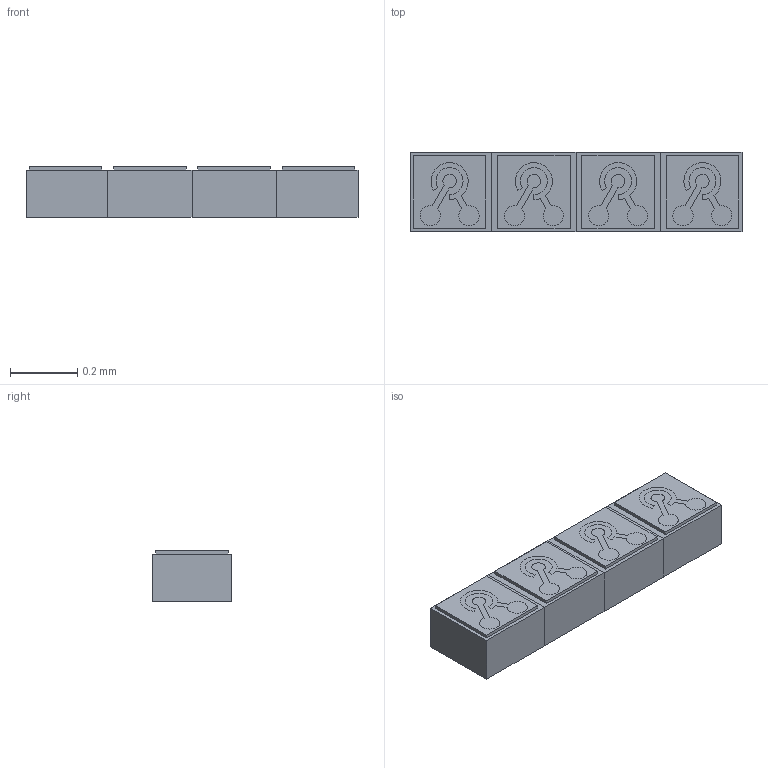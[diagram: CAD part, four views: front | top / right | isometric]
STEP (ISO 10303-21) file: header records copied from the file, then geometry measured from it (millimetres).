
FILE_DESCRIPTION(/* description */ (''),/* implementation_level */ '2;1');
FILE_NAME(/* name */ 'PHILIPS_ULM850-14-TT-N0104U.stp',/* time_stamp */ '2016-04-01T13:59:18+02:00',/* author */ ('bcivel'),/* organization */ (''),/* preprocessor_version */ 'ST-DEVELOPER v15.5',/* originating_system */ 'AutoCAD Mechanical',/* authorisation */ '');
FILE_SCHEMA (('AUTOMOTIVE_DESIGN { 1 0 10303 214 3 1 1 }'));
Length unit declared in the file: millimetre
Products named in the file (1): Product
Bounding box: 0.98 x 0.23 x 0.15 mm (x, y, z)
Volume: 0 mm3; surface area: 1.5 mm2
Topology: 16 solids, 16 shells, 160 faces, 384 edges, 256 vertices
Faces by surface type: plane 112, cylinder 48
Entity records: 4707 total; most frequent: DIRECTION 802, CARTESIAN_POINT 801, ORIENTED_EDGE 768, EDGE_CURVE 384, LINE 288, VECTOR 288, AXIS2_PLACEMENT_3D 257, VERTEX_POINT 256
